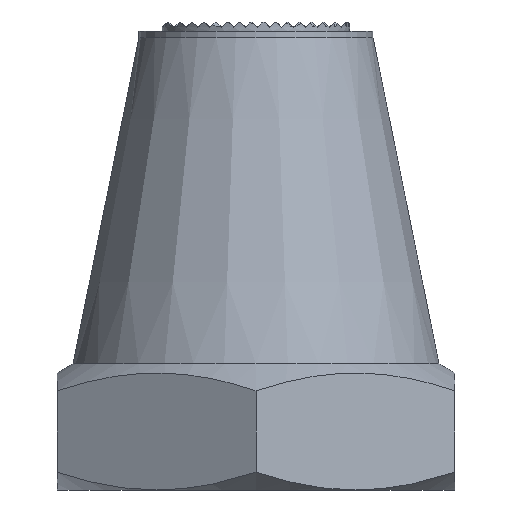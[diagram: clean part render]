
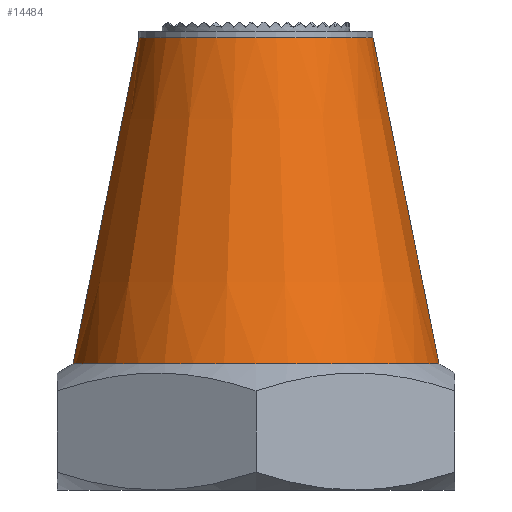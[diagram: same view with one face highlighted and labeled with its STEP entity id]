
A CAD part, front view. The second image highlights one B-rep face of the part: STEP entity #14484.
In plain terms, the highlighted conical face has half-angle 11.436 degrees and reference radius 7.82 mm.
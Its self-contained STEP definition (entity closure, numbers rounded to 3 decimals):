
#1602 = DIRECTION ( 'NONE',  ( 0.198, 0., -0.98 ) ) ;
#2188 = DIRECTION ( 'NONE',  ( 0., 0., -1. ) ) ;
#2380 = VERTEX_POINT ( 'NONE', #12881 ) ;
#3124 = EDGE_CURVE ( 'NONE', #3142, #7323, #15627, .T. ) ;
#3142 = VERTEX_POINT ( 'NONE', #5949 ) ;
#3172 = EDGE_CURVE ( 'NONE', #11092, #2380, #21838, .T. ) ;
#3317 = VECTOR ( 'NONE', #1602, 1000. ) ;
#3840 = DIRECTION ( 'NONE',  ( 0., 0., -1. ) ) ;
#4122 = DIRECTION ( 'NONE',  ( 1., 0., 0. ) ) ;
#4572 = EDGE_CURVE ( 'NONE', #2380, #7323, #7637, .T. ) ;
#4671 = ORIENTED_EDGE ( 'NONE', *, *, #3124, .F. ) ;
#4675 = EDGE_LOOP ( 'NONE', ( #5977, #19974, #4671, #8594 ) ) ;
#5133 = CARTESIAN_POINT ( 'NONE',  ( -7.82, 0., 5.393 ) ) ;
#5833 = CARTESIAN_POINT ( 'NONE',  ( 0., 0., 5.393 ) ) ;
#5949 = CARTESIAN_POINT ( 'NONE',  ( 7.82, 0., 5.393 ) ) ;
#5977 = ORIENTED_EDGE ( 'NONE', *, *, #3172, .T. ) ;
#7148 = AXIS2_PLACEMENT_3D ( 'NONE', #22380, #3840, #8865 ) ;
#7323 = VERTEX_POINT ( 'NONE', #5133 ) ;
#7445 = EDGE_CURVE ( 'NONE', #11092, #3142, #11991, .T. ) ;
#7637 = LINE ( 'NONE', #14604, #12772 ) ;
#8594 = ORIENTED_EDGE ( 'NONE', *, *, #7445, .F. ) ;
#8865 = DIRECTION ( 'NONE',  ( 1., 0., 0. ) ) ;
#9345 = DIRECTION ( 'NONE',  ( -0.198, 0., -0.98 ) ) ;
#10896 = AXIS2_PLACEMENT_3D ( 'NONE', #5833, #2188, #4122 ) ;
#11092 = VERTEX_POINT ( 'NONE', #19138 ) ;
#11991 = LINE ( 'NONE', #17233, #3317 ) ;
#12772 = VECTOR ( 'NONE', #9345, 1000. ) ;
#12881 = CARTESIAN_POINT ( 'NONE',  ( -5., 0., 19.333 ) ) ;
#14484 = ADVANCED_FACE ( 'NONE', ( #20658 ), #19927, .T. ) ;
#14543 = AXIS2_PLACEMENT_3D ( 'NONE', #17001, #21821, #18617 ) ;
#14604 = CARTESIAN_POINT ( 'NONE',  ( -7.82, 0., 5.393 ) ) ;
#15627 = CIRCLE ( 'NONE', #10896, 7.82 ) ;
#17001 = CARTESIAN_POINT ( 'NONE',  ( 0., 0., 19.333 ) ) ;
#17233 = CARTESIAN_POINT ( 'NONE',  ( 7.82, 0., 5.393 ) ) ;
#18617 = DIRECTION ( 'NONE',  ( 1., 0., 0. ) ) ;
#19138 = CARTESIAN_POINT ( 'NONE',  ( 5., 0., 19.333 ) ) ;
#19927 = CONICAL_SURFACE ( 'NONE', #7148, 7.82, 0.2 ) ;
#19974 = ORIENTED_EDGE ( 'NONE', *, *, #4572, .T. ) ;
#20658 = FACE_OUTER_BOUND ( 'NONE', #4675, .T. ) ;
#21821 = DIRECTION ( 'NONE',  ( 0., 0., -1. ) ) ;
#21838 = CIRCLE ( 'NONE', #14543, 5. ) ;
#22380 = CARTESIAN_POINT ( 'NONE',  ( 0., 0., 5.393 ) ) ;
